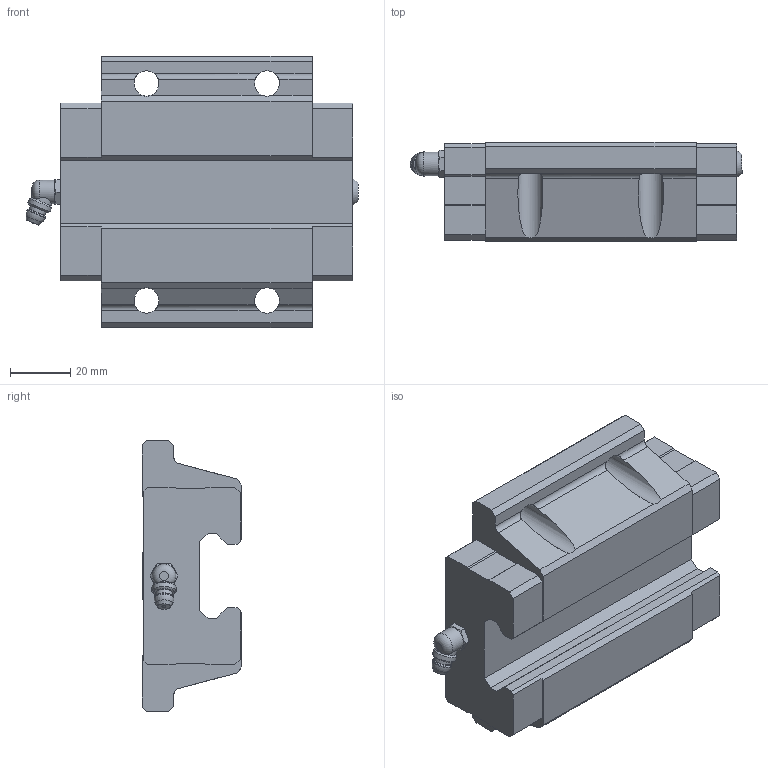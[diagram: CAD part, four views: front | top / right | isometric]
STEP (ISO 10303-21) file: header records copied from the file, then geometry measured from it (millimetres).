
FILE_DESCRIPTION(/* description */ ('STEP AP214'),/* implementation_level */ '2;1');
FILE_NAME(/* name */ 'LSD30BK-F1N-N-SB-M6',/* time_stamp */ '2022-10-07T21:09:22+02:00',/* author */ ('License CC BY-ND 4.0'),/* organization */ ('CADENAS'),/* preprocessor_version */ 'ST-DEVELOPER v18.102',/* originating_system */ 'PARTsolutions',/* authorisation */ ' ');
FILE_SCHEMA (('AUTOMOTIVE_DESIGN {1 0 10303 214 3 1 1}'));
Length unit declared in the file: millimetre
Products named in the file (1): LSD30BK-F1N-N-SB-M6
Bounding box: 110.16 x 33 x 90 mm (x, y, z)
Volume: 188513.7 mm3; surface area: 29941.9 mm2
Topology: 1 solids, 1 shells, 129 faces, 370 edges, 243 vertices
Faces by surface type: plane 99, cylinder 16, cone 8, torus 5, sphere 1
Full cylindrical faces by diameter (mm): 5.5 x1, 6.6 x1, 7.85 x1, 8 x1, 8.376 x4
Entity records: 4062 total; most frequent: CARTESIAN_POINT 801, ORIENTED_EDGE 676, DIRECTION 624, EDGE_CURVE 338, LINE 260, VECTOR 260, VERTEX_POINT 233, AXIS2_PLACEMENT_3D 182
